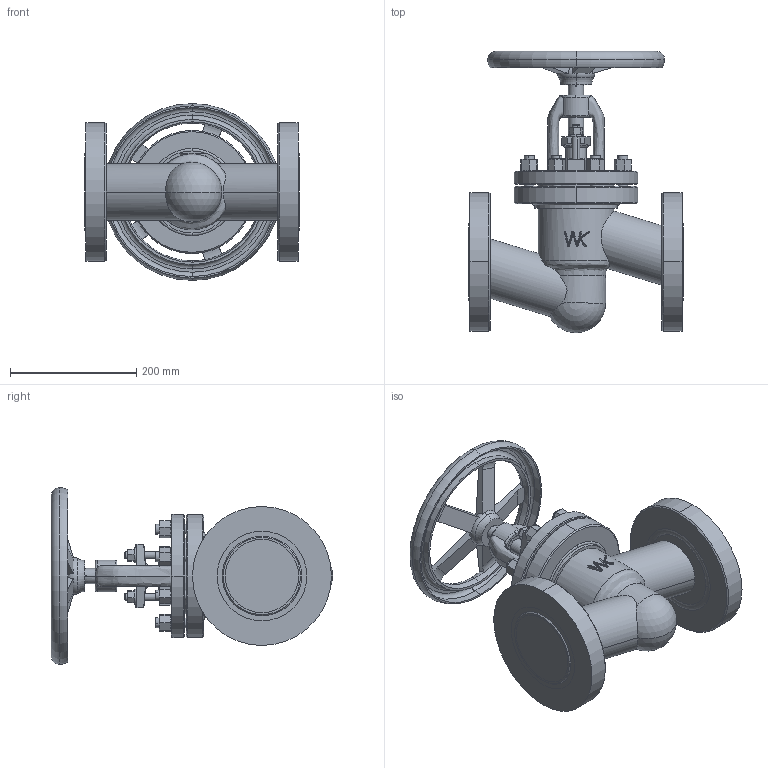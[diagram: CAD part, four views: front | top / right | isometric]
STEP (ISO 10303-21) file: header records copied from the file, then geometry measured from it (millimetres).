
FILE_DESCRIPTION (( 'STEP AP214' ), '1' );
FILE_NAME ('[65] 530 DN65 3-1585 katalog uproszczony.STEP', '2015-03-18T08:49:38', ( '' ), ( '' ), 'SwSTEP 2.0', 'SolidWorks 2015', '' );
FILE_SCHEMA (( 'AUTOMOTIVE_DESIGN' ));
Length unit declared in the file: millimetre
Products named in the file (1): [65] 530 DN65 3-1585 katalog uproszczony
Bounding box: 340 x 445.5 x 280 mm (x, y, z)
Volume: 7795627.7 mm3; surface area: 605070.5 mm2
Topology: 1 solids, 1 shells, 585 faces, 1419 edges, 861 vertices
Faces by surface type: plane 218, cone 153, cylinder 144, torus 35, sphere 19, bspline 16
Entity records: 27464 total; most frequent: CARTESIAN_POINT 9640, ORIENTED_EDGE 2800, DIRECTION 2615, EDGE_CURVE 1400, AXIS2_PLACEMENT_3D 1094, VERTEX_POINT 859, EDGE_LOOP 661, FACE_OUTER_BOUND 585
